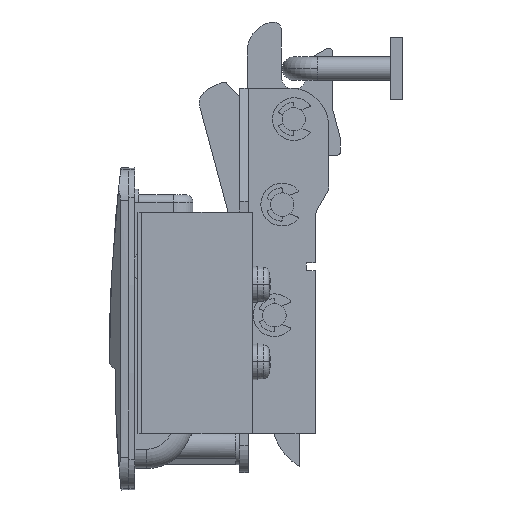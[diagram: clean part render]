
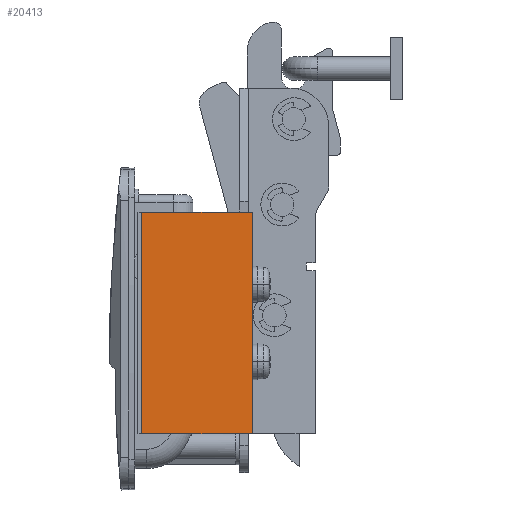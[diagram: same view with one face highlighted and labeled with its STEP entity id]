
A CAD part, left-side view. The second image highlights one B-rep face of the part: STEP entity #20413.
In plain terms, the highlighted face is planar.
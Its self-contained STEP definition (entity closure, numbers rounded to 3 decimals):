
#764 = ORIENTED_EDGE ( 'NONE', *, *, #11569, .F. ) ;
#985 = EDGE_CURVE ( 'NONE', #20218, #1513, #13554, .T. ) ;
#998 = ORIENTED_EDGE ( 'NONE', *, *, #5720, .T. ) ;
#1513 = VERTEX_POINT ( 'NONE', #8396 ) ;
#2296 = DIRECTION ( 'NONE',  ( 0., 0., -1. ) ) ;
#2600 = EDGE_LOOP ( 'NONE', ( #998, #10528, #764, #18113 ) ) ;
#4792 = LINE ( 'NONE', #16935, #20077 ) ;
#5720 = EDGE_CURVE ( 'NONE', #18068, #1513, #4792, .T. ) ;
#7429 = PLANE ( 'NONE',  #20291 ) ;
#8396 = CARTESIAN_POINT ( 'NONE',  ( 1., -1., -28.5 ) ) ;
#8598 = VERTEX_POINT ( 'NONE', #13315 ) ;
#8960 = DIRECTION ( 'NONE',  ( 0., 1., 0. ) ) ;
#9004 = DIRECTION ( 'NONE',  ( -1., 0., 0. ) ) ;
#9080 = VECTOR ( 'NONE', #8960, 1000. ) ;
#9352 = VECTOR ( 'NONE', #12387, 1000. ) ;
#9423 = CARTESIAN_POINT ( 'NONE',  ( 1., -29.5, -28.5 ) ) ;
#9785 = CARTESIAN_POINT ( 'NONE',  ( 1., -1., 28.5 ) ) ;
#10159 = CARTESIAN_POINT ( 'NONE',  ( 1., -29.5, 28.5 ) ) ;
#10180 = EDGE_CURVE ( 'NONE', #8598, #18068, #15759, .T. ) ;
#10528 = ORIENTED_EDGE ( 'NONE', *, *, #985, .F. ) ;
#11555 = CARTESIAN_POINT ( 'NONE',  ( 1., -1., 28.5 ) ) ;
#11569 = EDGE_CURVE ( 'NONE', #8598, #20218, #13276, .T. ) ;
#12387 = DIRECTION ( 'NONE',  ( 0., 0., -1. ) ) ;
#13276 = LINE ( 'NONE', #16524, #9080 ) ;
#13315 = CARTESIAN_POINT ( 'NONE',  ( 1., -29.5, 28.5 ) ) ;
#13554 = LINE ( 'NONE', #9785, #9352 ) ;
#15279 = VECTOR ( 'NONE', #2296, 1000. ) ;
#15759 = LINE ( 'NONE', #10159, #15279 ) ;
#16524 = CARTESIAN_POINT ( 'NONE',  ( 1., -1., 28.5 ) ) ;
#16631 = FACE_OUTER_BOUND ( 'NONE', #2600, .T. ) ;
#16831 = CARTESIAN_POINT ( 'NONE',  ( 1., -1., 28.5 ) ) ;
#16935 = CARTESIAN_POINT ( 'NONE',  ( 1., -1., -28.5 ) ) ;
#18068 = VERTEX_POINT ( 'NONE', #9423 ) ;
#18113 = ORIENTED_EDGE ( 'NONE', *, *, #10180, .T. ) ;
#18526 = DIRECTION ( 'NONE',  ( 0., 1., 0. ) ) ;
#20031 = DIRECTION ( 'NONE',  ( 0., -1., 0. ) ) ;
#20077 = VECTOR ( 'NONE', #18526, 1000. ) ;
#20218 = VERTEX_POINT ( 'NONE', #11555 ) ;
#20291 = AXIS2_PLACEMENT_3D ( 'NONE', #16831, #9004, #20031 ) ;
#20413 = ADVANCED_FACE ( 'NONE', ( #16631 ), #7429, .F. ) ;
